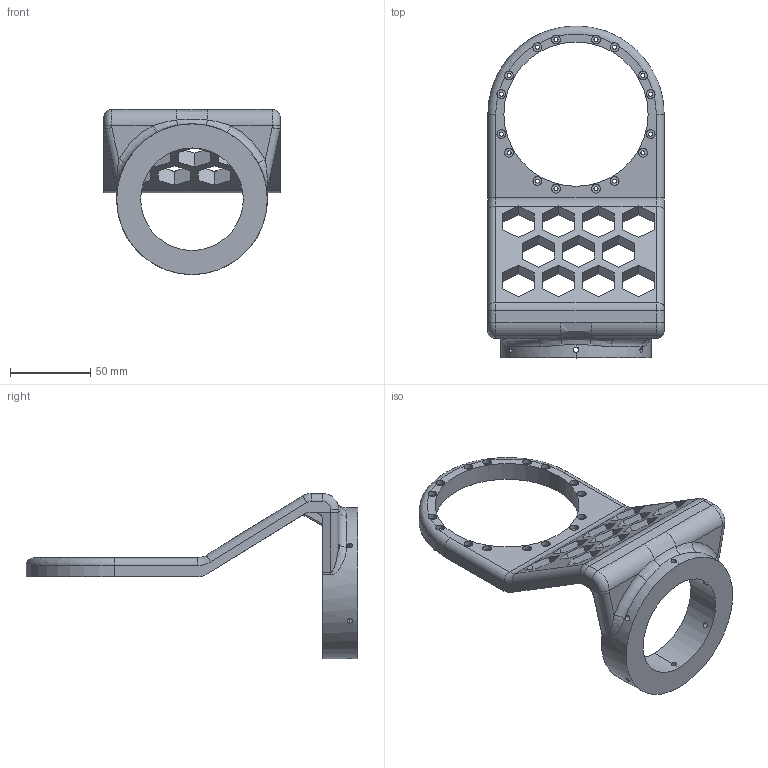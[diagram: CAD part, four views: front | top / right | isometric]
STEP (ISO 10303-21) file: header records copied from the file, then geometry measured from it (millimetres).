
FILE_DESCRIPTION (( 'STEP AP214' ), '1' );
FILE_NAME ('knee.step', '2024-09-12T07:57:21', ( '' ), ( '' ), 'SwSTEP 2.0', 'SolidWorks 2021', '' );
FILE_SCHEMA (( 'AUTOMOTIVE_DESIGN' ));
Length unit declared in the file: millimetre
Products named in the file (1): knee
Bounding box: 110 x 207 x 103 mm (x, y, z)
Volume: 213744.2 mm3; surface area: 59628 mm2
Topology: 1 solids, 1 shells, 257 faces, 743 edges, 484 vertices
Faces by surface type: cylinder 122, plane 120, torus 9, bspline 6
Entity records: 9675 total; most frequent: CARTESIAN_POINT 2776, ORIENTED_EDGE 1486, DIRECTION 1378, EDGE_CURVE 743, VERTEX_POINT 484, AXIS2_PLACEMENT_3D 473, VECTOR 432, LINE 432
